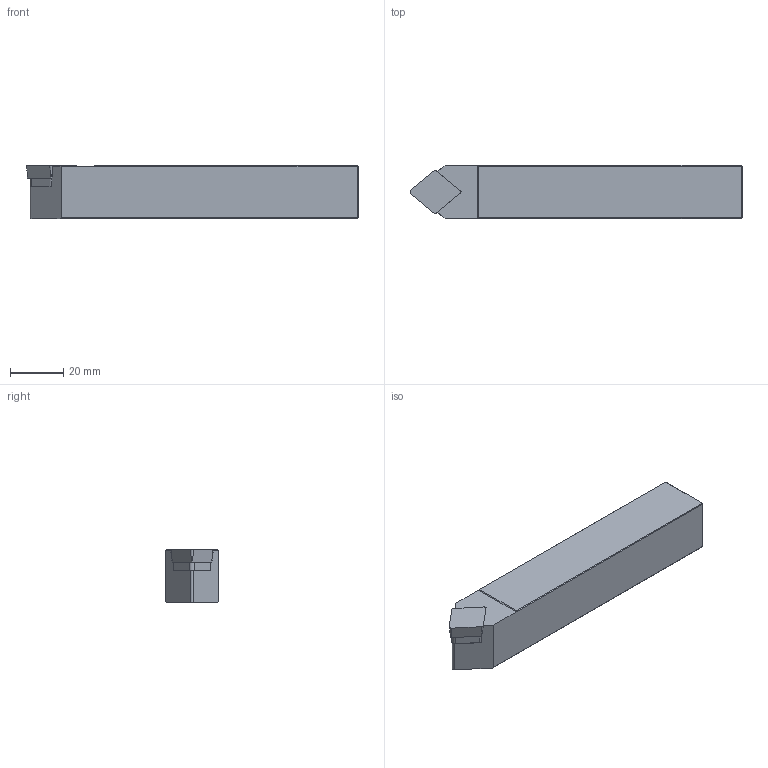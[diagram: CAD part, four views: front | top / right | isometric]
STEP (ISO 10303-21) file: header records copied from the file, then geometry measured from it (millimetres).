
FILE_DESCRIPTION(/* description */ (''),/* implementation_level */ '2;1');
FILE_NAME(/* name */ 'SCMCN-2020-K12.stp',/* time_stamp */ '2023-10-09T19:02:21+03:00',/* author */ (''),/* organization */ (''),/* preprocessor_version */ 'ST-DEVELOPER v19.4',/* originating_system */ 'SIEMENS PLM Software NX2306.3001',/* authorisation */ '');
FILE_SCHEMA (('AUTOMOTIVE_DESIGN { 1 0 10303 214 3 1 1 1 }'));
Length unit declared in the file: millimetre
Products named in the file (1): model1
Bounding box: 124.56 x 20 x 20 mm (x, y, z)
Volume: 46954.5 mm3; surface area: 10590.5 mm2
Topology: 2 solids, 2 shells, 45 faces, 109 edges, 68 vertices
Faces by surface type: plane 36, cylinder 5, cone 4
Entity records: 1395 total; most frequent: DIRECTION 225, CARTESIAN_POINT 223, ORIENTED_EDGE 218, EDGE_CURVE 109, LINE 85, VECTOR 85, AXIS2_PLACEMENT_3D 70, VERTEX_POINT 68
